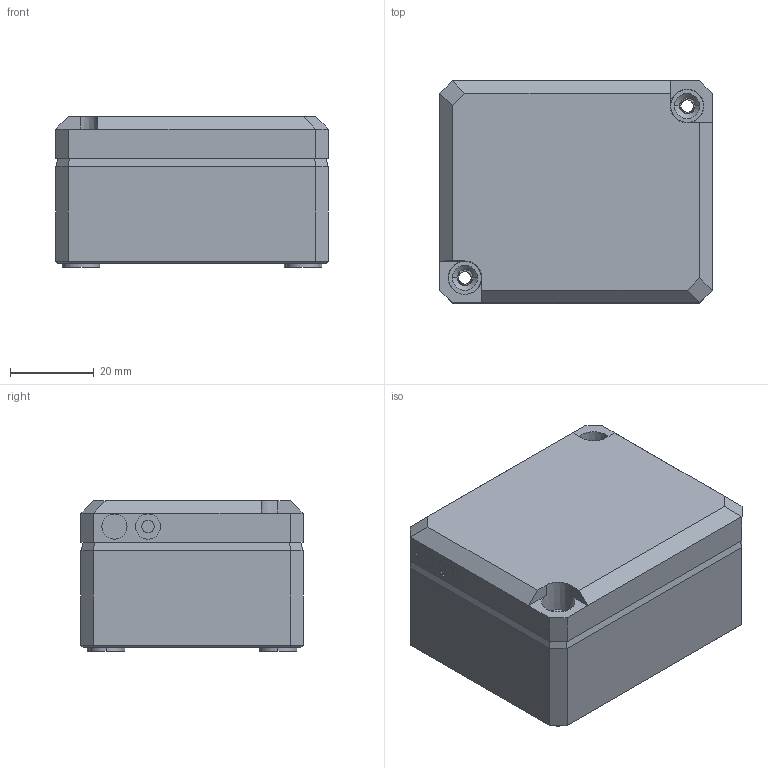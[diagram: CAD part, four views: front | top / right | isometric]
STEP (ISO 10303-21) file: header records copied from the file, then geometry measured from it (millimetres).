
FILE_DESCRIPTION((''),'2;1');
FILE_NAME('DPCP050704T_ASM','2023-03-08T13:23:32',('kjell_andersson'),(''),'CREO PARAMETRIC BY PTC INC, 2020342','CREO PARAMETRIC BY PTC INC, 2020342','');
FILE_SCHEMA(('AUTOMOTIVE_DESIGN { 1 0 10303 214 1 1 1 1 }'));
Length unit declared in the file: millimetre
Products named in the file (3): DPCP050703B; DPCT050701L; DPCP050704T_ASM
Assembly tree (2 placements, depth 2):
  DPCP050704T_ASM
    DPCP050703B
    DPCT050701L
Bounding box: 65 x 53 x 36 mm (x, y, z)
Volume: 38859.2 mm3; surface area: 33503.4 mm2
Topology: 2 solids, 2 shells, 732 faces, 1874 edges, 1198 vertices
Faces by surface type: plane 466, cylinder 94, cone 92, bspline 36, torus 36, sphere 8
Entity records: 37904 total; most frequent: CARTESIAN_POINT 10323, ORIENTED_EDGE 3700, DIRECTION 3668, PRESENTATION_STYLE_ASSIGNMENT 1920, EDGE_CURVE 1850, STYLED_ITEM 1599, CURVE_STYLE 1598, VECTOR 1443
